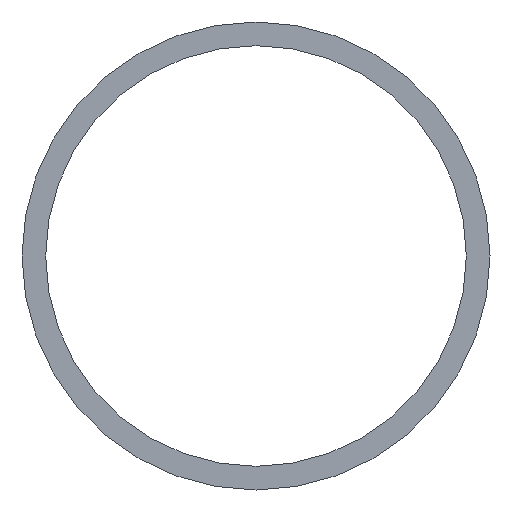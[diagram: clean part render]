
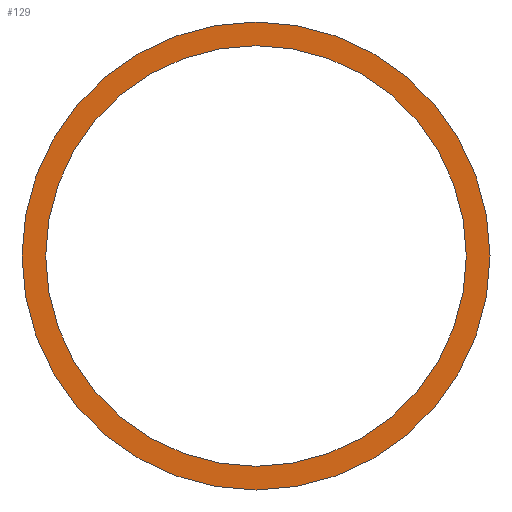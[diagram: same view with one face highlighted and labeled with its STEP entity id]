
A CAD part, front view. The second image highlights one B-rep face of the part: STEP entity #129.
In plain terms, the highlighted planar face has unit normal (0, -1, 0).
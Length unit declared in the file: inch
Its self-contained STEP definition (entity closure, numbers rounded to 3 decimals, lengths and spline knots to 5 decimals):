
#7 = CIRCLE ( 'NONE', #171, 0.6925 ) ;
#11 = DIRECTION ( 'NONE',  ( 0., 1., 0. ) ) ;
#16 = DIRECTION ( 'NONE',  ( 0., 1., 0. ) ) ;
#17 = FACE_BOUND ( 'NONE', #86, .T. ) ;
#22 = CARTESIAN_POINT ( 'NONE',  ( 0., 0., 0.6925 ) ) ;
#29 = FACE_OUTER_BOUND ( 'NONE', #87, .T. ) ;
#34 = ORIENTED_EDGE ( 'NONE', *, *, #203, .F. ) ;
#43 = VERTEX_POINT ( 'NONE', #173 ) ;
#46 = VERTEX_POINT ( 'NONE', #22 ) ;
#62 = VERTEX_POINT ( 'NONE', #212 ) ;
#77 = CARTESIAN_POINT ( 'NONE',  ( 0., 0., 0. ) ) ;
#86 = EDGE_LOOP ( 'NONE', ( #90, #99 ) ) ;
#87 = EDGE_LOOP ( 'NONE', ( #95, #34 ) ) ;
#90 = ORIENTED_EDGE ( 'NONE', *, *, #192, .T. ) ;
#95 = ORIENTED_EDGE ( 'NONE', *, *, #219, .F. ) ;
#99 = ORIENTED_EDGE ( 'NONE', *, *, #223, .T. ) ;
#104 = VERTEX_POINT ( 'NONE', #157 ) ;
#129 = ADVANCED_FACE ( 'NONE', ( #29, #17 ), #243, .F. ) ;
#148 = AXIS2_PLACEMENT_3D ( 'NONE', #235, #234, #233 ) ;
#155 = AXIS2_PLACEMENT_3D ( 'NONE', #239, #237, #236 ) ;
#157 = CARTESIAN_POINT ( 'NONE',  ( 0., 0., 0.6225 ) ) ;
#159 = CARTESIAN_POINT ( 'NONE',  ( 0., 0., 0. ) ) ;
#171 = AXIS2_PLACEMENT_3D ( 'NONE', #250, #248, #242 ) ;
#173 = CARTESIAN_POINT ( 'NONE',  ( 0., 0., -0.6225 ) ) ;
#174 = AXIS2_PLACEMENT_3D ( 'NONE', #159, #11, #175 ) ;
#175 = DIRECTION ( 'NONE',  ( 0., 0., 1. ) ) ;
#177 = AXIS2_PLACEMENT_3D ( 'NONE', #77, #16, #186 ) ;
#181 = CIRCLE ( 'NONE', #155, 0.6925 ) ;
#186 = DIRECTION ( 'NONE',  ( 0., 0., 1. ) ) ;
#192 = EDGE_CURVE ( 'NONE', #43, #104, #244, .T. ) ;
#203 = EDGE_CURVE ( 'NONE', #46, #62, #7, .T. ) ;
#212 = CARTESIAN_POINT ( 'NONE',  ( 0., 0., -0.6925 ) ) ;
#219 = EDGE_CURVE ( 'NONE', #62, #46, #181, .T. ) ;
#223 = EDGE_CURVE ( 'NONE', #104, #43, #238, .T. ) ;
#233 = DIRECTION ( 'NONE',  ( 0., 0., 1. ) ) ;
#234 = DIRECTION ( 'NONE',  ( 0., 1., 0. ) ) ;
#235 = CARTESIAN_POINT ( 'NONE',  ( 0., 0., 0. ) ) ;
#236 = DIRECTION ( 'NONE',  ( 0., 0., 1. ) ) ;
#237 = DIRECTION ( 'NONE',  ( 0., 1., 0. ) ) ;
#238 = CIRCLE ( 'NONE', #148, 0.6225 ) ;
#239 = CARTESIAN_POINT ( 'NONE',  ( 0., 0., 0. ) ) ;
#242 = DIRECTION ( 'NONE',  ( 0., 0., 1. ) ) ;
#243 = PLANE ( 'NONE',  #177 ) ;
#244 = CIRCLE ( 'NONE', #174, 0.6225 ) ;
#248 = DIRECTION ( 'NONE',  ( 0., 1., 0. ) ) ;
#250 = CARTESIAN_POINT ( 'NONE',  ( 0., 0., 0. ) ) ;
